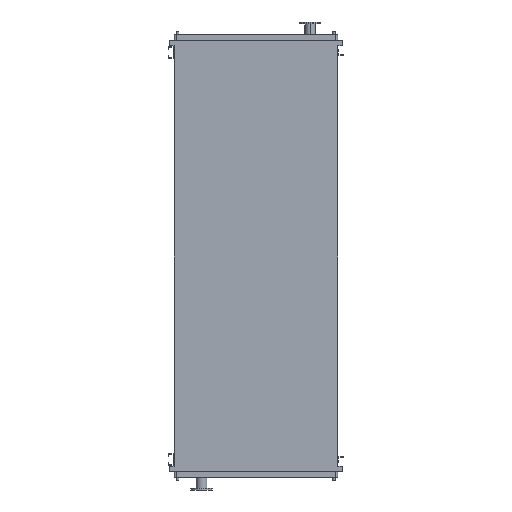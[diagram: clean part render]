
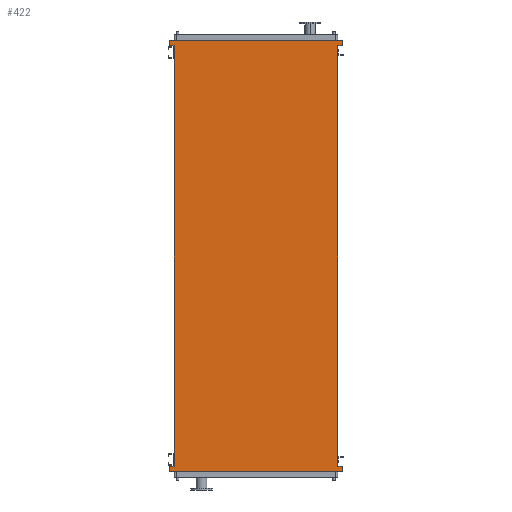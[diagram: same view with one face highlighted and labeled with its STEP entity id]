
A CAD part, front view. The second image highlights one B-rep face of the part: STEP entity #422.
In plain terms, the highlighted planar face has unit normal (0, -1, 0).
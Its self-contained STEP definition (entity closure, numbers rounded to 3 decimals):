
#289 = LINE ( 'NONE', #9010, #11070 ) ;
#377 = ORIENTED_EDGE ( 'NONE', *, *, #2447, .F. ) ;
#422 = ADVANCED_FACE ( 'NONE', ( #8630 ), #12555, .T. ) ;
#428 = VECTOR ( 'NONE', #8246, 1000. ) ;
#467 = EDGE_CURVE ( 'NONE', #1230, #6147, #289, .T. ) ;
#549 = LINE ( 'NONE', #8312, #10961 ) ;
#551 = VERTEX_POINT ( 'NONE', #1573 ) ;
#673 = ORIENTED_EDGE ( 'NONE', *, *, #467, .F. ) ;
#761 = DIRECTION ( 'NONE',  ( 0., 0., -1. ) ) ;
#827 = LINE ( 'NONE', #5677, #8460 ) ;
#840 = DIRECTION ( 'NONE',  ( 0., 0., 1. ) ) ;
#1058 = VECTOR ( 'NONE', #9818, 1000. ) ;
#1230 = VERTEX_POINT ( 'NONE', #2256 ) ;
#1573 = CARTESIAN_POINT ( 'NONE',  ( 891., 0., 43. ) ) ;
#1628 = CARTESIAN_POINT ( 'NONE',  ( 891., 0., 95. ) ) ;
#1795 = VECTOR ( 'NONE', #7186, 1000. ) ;
#1805 = EDGE_CURVE ( 'NONE', #2939, #551, #3251, .T. ) ;
#1915 = CARTESIAN_POINT ( 'NONE',  ( -891., 0., -4345. ) ) ;
#2005 = CARTESIAN_POINT ( 'NONE',  ( -845., 0., -4250. ) ) ;
#2078 = VERTEX_POINT ( 'NONE', #10072 ) ;
#2256 = CARTESIAN_POINT ( 'NONE',  ( 891., 0., -4345. ) ) ;
#2261 = EDGE_CURVE ( 'NONE', #8236, #7948, #8207, .T. ) ;
#2295 = VERTEX_POINT ( 'NONE', #4387 ) ;
#2447 = EDGE_CURVE ( 'NONE', #6147, #8236, #12698, .T. ) ;
#2561 = CARTESIAN_POINT ( 'NONE',  ( 845., 0., 43. ) ) ;
#2617 = CARTESIAN_POINT ( 'NONE',  ( 845., 0., 43. ) ) ;
#2827 = AXIS2_PLACEMENT_3D ( 'NONE', #3721, #7731, #10687 ) ;
#2939 = VERTEX_POINT ( 'NONE', #1628 ) ;
#2972 = ORIENTED_EDGE ( 'NONE', *, *, #3513, .F. ) ;
#3176 = ORIENTED_EDGE ( 'NONE', *, *, #7490, .F. ) ;
#3251 = LINE ( 'NONE', #9897, #1795 ) ;
#3289 = VECTOR ( 'NONE', #10094, 1000. ) ;
#3513 = EDGE_CURVE ( 'NONE', #3583, #11422, #4282, .T. ) ;
#3583 = VERTEX_POINT ( 'NONE', #8607 ) ;
#3721 = CARTESIAN_POINT ( 'NONE',  ( -845., 0., -4250. ) ) ;
#3744 = CARTESIAN_POINT ( 'NONE',  ( -891., 0., -4345. ) ) ;
#3982 = DIRECTION ( 'NONE',  ( -1., 0., 0. ) ) ;
#4282 = LINE ( 'NONE', #6299, #3289 ) ;
#4293 = ORIENTED_EDGE ( 'NONE', *, *, #8101, .F. ) ;
#4387 = CARTESIAN_POINT ( 'NONE',  ( 891., 0., -4293. ) ) ;
#4390 = EDGE_CURVE ( 'NONE', #12160, #3583, #7920, .T. ) ;
#4400 = VECTOR ( 'NONE', #840, 1000. ) ;
#4665 = CARTESIAN_POINT ( 'NONE',  ( -845., 0., -4293. ) ) ;
#4697 = ORIENTED_EDGE ( 'NONE', *, *, #2261, .F. ) ;
#4773 = CARTESIAN_POINT ( 'NONE',  ( -845., 0., 43. ) ) ;
#5295 = CARTESIAN_POINT ( 'NONE',  ( -891., 0., -4293. ) ) ;
#5677 = CARTESIAN_POINT ( 'NONE',  ( 891., 0., -4293. ) ) ;
#6048 = LINE ( 'NONE', #7136, #9921 ) ;
#6103 = EDGE_CURVE ( 'NONE', #2295, #1230, #827, .T. ) ;
#6147 = VERTEX_POINT ( 'NONE', #3744 ) ;
#6237 = DIRECTION ( 'NONE',  ( 1., 0., 0. ) ) ;
#6299 = CARTESIAN_POINT ( 'NONE',  ( -891., 0., 95. ) ) ;
#6988 = LINE ( 'NONE', #8790, #4400 ) ;
#7136 = CARTESIAN_POINT ( 'NONE',  ( 891., 0., 95. ) ) ;
#7149 = ORIENTED_EDGE ( 'NONE', *, *, #7701, .F. ) ;
#7186 = DIRECTION ( 'NONE',  ( 0., 0., -1. ) ) ;
#7213 = ORIENTED_EDGE ( 'NONE', *, *, #1805, .F. ) ;
#7490 = EDGE_CURVE ( 'NONE', #551, #10833, #11338, .T. ) ;
#7562 = EDGE_CURVE ( 'NONE', #2078, #2295, #549, .T. ) ;
#7590 = ORIENTED_EDGE ( 'NONE', *, *, #7562, .F. ) ;
#7606 = VECTOR ( 'NONE', #9859, 1000. ) ;
#7701 = EDGE_CURVE ( 'NONE', #11422, #2939, #6048, .T. ) ;
#7731 = DIRECTION ( 'NONE',  ( 0., -1., 0. ) ) ;
#7920 = LINE ( 'NONE', #11787, #9893 ) ;
#7948 = VERTEX_POINT ( 'NONE', #4665 ) ;
#8101 = EDGE_CURVE ( 'NONE', #7948, #12160, #11894, .T. ) ;
#8207 = LINE ( 'NONE', #5295, #8828 ) ;
#8236 = VERTEX_POINT ( 'NONE', #12267 ) ;
#8246 = DIRECTION ( 'NONE',  ( -1., 0., 0. ) ) ;
#8312 = CARTESIAN_POINT ( 'NONE',  ( 845., 0., -4293. ) ) ;
#8460 = VECTOR ( 'NONE', #761, 1000. ) ;
#8504 = DIRECTION ( 'NONE',  ( 1., 0., 0. ) ) ;
#8562 = CARTESIAN_POINT ( 'NONE',  ( -891., 0., 95. ) ) ;
#8607 = CARTESIAN_POINT ( 'NONE',  ( -891., 0., 43. ) ) ;
#8630 = FACE_OUTER_BOUND ( 'NONE', #9485, .T. ) ;
#8790 = CARTESIAN_POINT ( 'NONE',  ( 845., 0., -4250. ) ) ;
#8828 = VECTOR ( 'NONE', #9423, 1000. ) ;
#9010 = CARTESIAN_POINT ( 'NONE',  ( 891., 0., -4345. ) ) ;
#9423 = DIRECTION ( 'NONE',  ( 1., 0., 0. ) ) ;
#9485 = EDGE_LOOP ( 'NONE', ( #9546, #3176, #7213, #7149, #2972, #11126, #4293, #4697, #377, #673, #9770, #7590 ) ) ;
#9546 = ORIENTED_EDGE ( 'NONE', *, *, #10622, .T. ) ;
#9770 = ORIENTED_EDGE ( 'NONE', *, *, #6103, .F. ) ;
#9818 = DIRECTION ( 'NONE',  ( 0., 0., 1. ) ) ;
#9859 = DIRECTION ( 'NONE',  ( 0., 0., 1. ) ) ;
#9893 = VECTOR ( 'NONE', #10882, 1000. ) ;
#9897 = CARTESIAN_POINT ( 'NONE',  ( 891., 0., 43. ) ) ;
#9921 = VECTOR ( 'NONE', #6237, 1000. ) ;
#10072 = CARTESIAN_POINT ( 'NONE',  ( 845., 0., -4293. ) ) ;
#10094 = DIRECTION ( 'NONE',  ( 0., 0., 1. ) ) ;
#10622 = EDGE_CURVE ( 'NONE', #2078, #10833, #6988, .T. ) ;
#10687 = DIRECTION ( 'NONE',  ( 0., 0., -1. ) ) ;
#10833 = VERTEX_POINT ( 'NONE', #2561 ) ;
#10882 = DIRECTION ( 'NONE',  ( -1., 0., 0. ) ) ;
#10961 = VECTOR ( 'NONE', #8504, 1000. ) ;
#11070 = VECTOR ( 'NONE', #3982, 1000. ) ;
#11126 = ORIENTED_EDGE ( 'NONE', *, *, #4390, .F. ) ;
#11338 = LINE ( 'NONE', #2617, #428 ) ;
#11422 = VERTEX_POINT ( 'NONE', #8562 ) ;
#11787 = CARTESIAN_POINT ( 'NONE',  ( -891., 0., 43. ) ) ;
#11894 = LINE ( 'NONE', #2005, #1058 ) ;
#12160 = VERTEX_POINT ( 'NONE', #4773 ) ;
#12267 = CARTESIAN_POINT ( 'NONE',  ( -891., 0., -4293. ) ) ;
#12555 = PLANE ( 'NONE',  #2827 ) ;
#12698 = LINE ( 'NONE', #1915, #7606 ) ;
